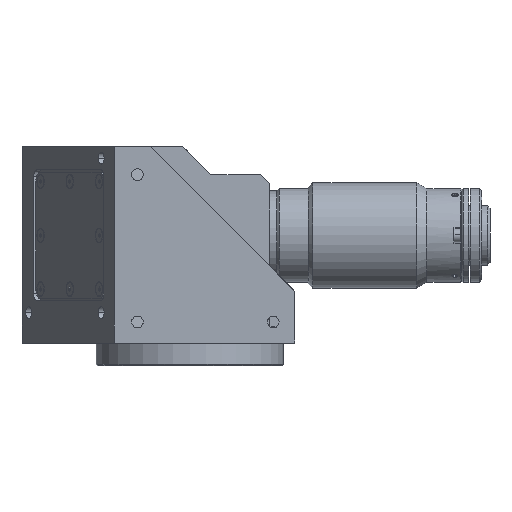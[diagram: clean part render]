
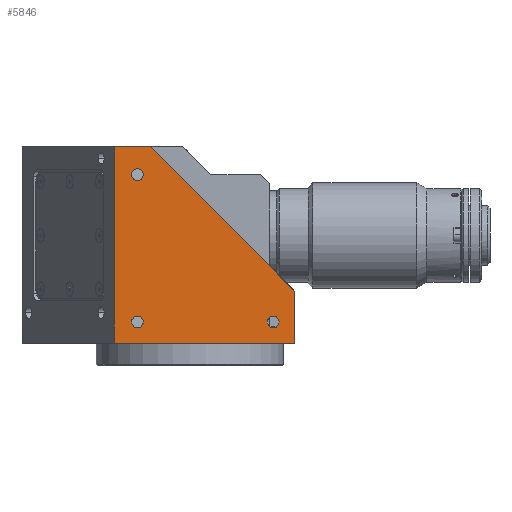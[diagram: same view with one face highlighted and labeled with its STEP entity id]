
A CAD part, front view. The second image highlights one B-rep face of the part: STEP entity #5846.
In plain terms, the highlighted planar face has unit normal (0, -1, 0).
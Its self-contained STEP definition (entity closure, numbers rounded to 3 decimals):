
#107 = VERTEX_POINT ( 'NONE', #4546 ) ;
#306 = CARTESIAN_POINT ( 'NONE',  ( 45., -44., 167.355 ) ) ;
#371 = DIRECTION ( 'NONE',  ( 0., -1., 0. ) ) ;
#413 = AXIS2_PLACEMENT_3D ( 'NONE', #1962, #10240, #11299 ) ;
#450 = CARTESIAN_POINT ( 'NONE',  ( 35.696, -44., 176.355 ) ) ;
#569 = VERTEX_POINT ( 'NONE', #12438 ) ;
#605 = DIRECTION ( 'NONE',  ( 0.707, 0., -0.707 ) ) ;
#614 = ORIENTED_EDGE ( 'NONE', *, *, #3068, .F. ) ;
#771 = VERTEX_POINT ( 'NONE', #10975 ) ;
#1151 = CIRCLE ( 'NONE', #413, 2.5 ) ;
#1265 = CARTESIAN_POINT ( 'NONE',  ( -22.304, -44., 173.855 ) ) ;
#1312 = VERTEX_POINT ( 'NONE', #3704 ) ;
#1962 = CARTESIAN_POINT ( 'NONE',  ( -22.304, -44., 239.355 ) ) ;
#2004 = ORIENTED_EDGE ( 'NONE', *, *, #13252, .F. ) ;
#2017 = EDGE_CURVE ( 'NONE', #3705, #10415, #6937, .T. ) ;
#2153 = CARTESIAN_POINT ( 'NONE',  ( 45., -44., 157.355 ) ) ;
#2188 = CARTESIAN_POINT ( 'NONE',  ( 45., -44., 157.355 ) ) ;
#2294 = VERTEX_POINT ( 'NONE', #6850 ) ;
#2504 = VERTEX_POINT ( 'NONE', #10830 ) ;
#2682 = VERTEX_POINT ( 'NONE', #6529 ) ;
#2842 = ORIENTED_EDGE ( 'NONE', *, *, #7437, .F. ) ;
#2891 = LINE ( 'NONE', #7549, #13117 ) ;
#2977 = EDGE_CURVE ( 'NONE', #2504, #6711, #8621, .T. ) ;
#3016 = CIRCLE ( 'NONE', #12283, 2.5 ) ;
#3068 = EDGE_CURVE ( 'NONE', #2682, #107, #3016, .T. ) ;
#3160 = CARTESIAN_POINT ( 'NONE',  ( 45., -44., 167.355 ) ) ;
#3468 = EDGE_CURVE ( 'NONE', #6711, #2504, #14481, .T. ) ;
#3704 = CARTESIAN_POINT ( 'NONE',  ( -16.787, -44., 251.355 ) ) ;
#3705 = VERTEX_POINT ( 'NONE', #3863 ) ;
#3758 = CARTESIAN_POINT ( 'NONE',  ( -22.304, -44., 176.355 ) ) ;
#3863 = CARTESIAN_POINT ( 'NONE',  ( -32.304, -44., 167.355 ) ) ;
#3981 = CARTESIAN_POINT ( 'NONE',  ( -22.304, -44., 239.355 ) ) ;
#4043 = CARTESIAN_POINT ( 'NONE',  ( -22.304, -44., 176.355 ) ) ;
#4098 = LINE ( 'NONE', #10134, #14736 ) ;
#4463 = PLANE ( 'NONE',  #11725 ) ;
#4490 = EDGE_LOOP ( 'NONE', ( #8532, #11754 ) ) ;
#4546 = CARTESIAN_POINT ( 'NONE',  ( -22.304, -44., 241.855 ) ) ;
#4815 = ORIENTED_EDGE ( 'NONE', *, *, #2017, .T. ) ;
#4829 = DIRECTION ( 'NONE',  ( 1., 0., 0. ) ) ;
#5142 = EDGE_LOOP ( 'NONE', ( #614, #10799 ) ) ;
#5261 = DIRECTION ( 'NONE',  ( 0., 0., -1. ) ) ;
#5419 = EDGE_CURVE ( 'NONE', #2294, #771, #6124, .T. ) ;
#5458 = EDGE_LOOP ( 'NONE', ( #13079, #2004, #2842, #4815, #14106 ) ) ;
#5460 = DIRECTION ( 'NONE',  ( 1., 0., 0. ) ) ;
#5846 = ADVANCED_FACE ( 'NONE', ( #14891, #14822, #8875, #9110 ), #4463, .T. ) ;
#6030 = DIRECTION ( 'NONE',  ( 1., 0., 0. ) ) ;
#6124 = CIRCLE ( 'NONE', #8559, 2.5 ) ;
#6170 = AXIS2_PLACEMENT_3D ( 'NONE', #3758, #9333, #7259 ) ;
#6221 = ORIENTED_EDGE ( 'NONE', *, *, #3468, .F. ) ;
#6529 = CARTESIAN_POINT ( 'NONE',  ( -22.304, -44., 236.855 ) ) ;
#6711 = VERTEX_POINT ( 'NONE', #1265 ) ;
#6712 = DIRECTION ( 'NONE',  ( 0., -1., 0. ) ) ;
#6850 = CARTESIAN_POINT ( 'NONE',  ( 35.696, -44., 178.855 ) ) ;
#6937 = LINE ( 'NONE', #306, #9074 ) ;
#7030 = EDGE_LOOP ( 'NONE', ( #6221, #7201 ) ) ;
#7149 = CARTESIAN_POINT ( 'NONE',  ( -32.304, -44., 157.355 ) ) ;
#7201 = ORIENTED_EDGE ( 'NONE', *, *, #2977, .F. ) ;
#7259 = DIRECTION ( 'NONE',  ( 0., 0., -1. ) ) ;
#7437 = EDGE_CURVE ( 'NONE', #3705, #569, #8024, .T. ) ;
#7549 = CARTESIAN_POINT ( 'NONE',  ( -16.787, -44., 251.355 ) ) ;
#7729 = DIRECTION ( 'NONE',  ( 0., -1., 0. ) ) ;
#7995 = AXIS2_PLACEMENT_3D ( 'NONE', #9170, #6712, #12823 ) ;
#8002 = VECTOR ( 'NONE', #12668, 1000. ) ;
#8024 = LINE ( 'NONE', #7149, #8002 ) ;
#8532 = ORIENTED_EDGE ( 'NONE', *, *, #9754, .F. ) ;
#8559 = AXIS2_PLACEMENT_3D ( 'NONE', #450, #371, #14479 ) ;
#8621 = CIRCLE ( 'NONE', #6170, 2.5 ) ;
#8854 = EDGE_CURVE ( 'NONE', #107, #2682, #1151, .T. ) ;
#8875 = FACE_BOUND ( 'NONE', #7030, .T. ) ;
#9074 = VECTOR ( 'NONE', #6030, 1000. ) ;
#9110 = FACE_OUTER_BOUND ( 'NONE', #5458, .T. ) ;
#9170 = CARTESIAN_POINT ( 'NONE',  ( 35.696, -44., 176.355 ) ) ;
#9294 = DIRECTION ( 'NONE',  ( 0., 0., 1. ) ) ;
#9333 = DIRECTION ( 'NONE',  ( 0., -1., 0. ) ) ;
#9754 = EDGE_CURVE ( 'NONE', #771, #2294, #10917, .T. ) ;
#9816 = VERTEX_POINT ( 'NONE', #13127 ) ;
#10038 = EDGE_CURVE ( 'NONE', #1312, #9816, #2891, .T. ) ;
#10134 = CARTESIAN_POINT ( 'NONE',  ( 45., -44., 251.355 ) ) ;
#10240 = DIRECTION ( 'NONE',  ( 0., -1., 0. ) ) ;
#10362 = AXIS2_PLACEMENT_3D ( 'NONE', #4043, #12206, #5261 ) ;
#10415 = VERTEX_POINT ( 'NONE', #3160 ) ;
#10725 = EDGE_CURVE ( 'NONE', #10415, #9816, #13878, .T. ) ;
#10752 = VECTOR ( 'NONE', #9294, 1000. ) ;
#10790 = DIRECTION ( 'NONE',  ( 0., 0., -1. ) ) ;
#10799 = ORIENTED_EDGE ( 'NONE', *, *, #8854, .F. ) ;
#10830 = CARTESIAN_POINT ( 'NONE',  ( -22.304, -44., 178.855 ) ) ;
#10917 = CIRCLE ( 'NONE', #7995, 2.5 ) ;
#10975 = CARTESIAN_POINT ( 'NONE',  ( 35.696, -44., 173.855 ) ) ;
#11299 = DIRECTION ( 'NONE',  ( 0., 0., -1. ) ) ;
#11725 = AXIS2_PLACEMENT_3D ( 'NONE', #2153, #7729, #4829 ) ;
#11754 = ORIENTED_EDGE ( 'NONE', *, *, #5419, .F. ) ;
#12206 = DIRECTION ( 'NONE',  ( 0., -1., 0. ) ) ;
#12283 = AXIS2_PLACEMENT_3D ( 'NONE', #3981, #14358, #10790 ) ;
#12438 = CARTESIAN_POINT ( 'NONE',  ( -32.304, -44., 251.355 ) ) ;
#12668 = DIRECTION ( 'NONE',  ( 0., 0., 1. ) ) ;
#12823 = DIRECTION ( 'NONE',  ( 0., 0., -1. ) ) ;
#13079 = ORIENTED_EDGE ( 'NONE', *, *, #10038, .F. ) ;
#13117 = VECTOR ( 'NONE', #605, 1000. ) ;
#13127 = CARTESIAN_POINT ( 'NONE',  ( 45., -44., 189.568 ) ) ;
#13252 = EDGE_CURVE ( 'NONE', #569, #1312, #4098, .T. ) ;
#13878 = LINE ( 'NONE', #2188, #10752 ) ;
#14106 = ORIENTED_EDGE ( 'NONE', *, *, #10725, .T. ) ;
#14358 = DIRECTION ( 'NONE',  ( 0., -1., 0. ) ) ;
#14479 = DIRECTION ( 'NONE',  ( 0., 0., -1. ) ) ;
#14481 = CIRCLE ( 'NONE', #10362, 2.5 ) ;
#14736 = VECTOR ( 'NONE', #5460, 1000. ) ;
#14822 = FACE_BOUND ( 'NONE', #4490, .T. ) ;
#14891 = FACE_BOUND ( 'NONE', #5142, .T. ) ;
